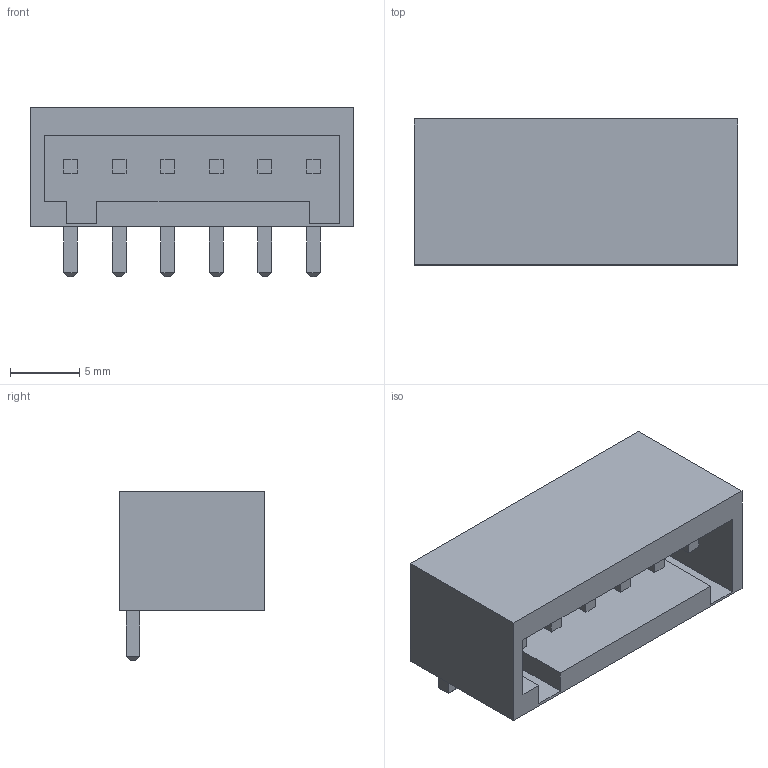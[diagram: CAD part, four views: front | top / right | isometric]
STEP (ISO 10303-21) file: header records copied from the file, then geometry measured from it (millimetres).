
FILE_DESCRIPTION (( 'STEP AP214' ), '1' );
FILE_NAME ('8EDGRC-3.5-06P.STEP', '2024-03-05T06:43:11', ( '' ), ( '' ), 'SwSTEP 2.0', 'SolidWorks 2019', '' );
FILE_SCHEMA (( 'AUTOMOTIVE_DESIGN' ));
Length unit declared in the file: millimetre
Products named in the file (1): 8EDGRC-3.5-06P
Bounding box: 23.3 x 10.5 x 12.2 mm (x, y, z)
Volume: 1389.8 mm3; surface area: 1682.1 mm2
Topology: 1 solids, 1 shells, 101 faces, 234 edges, 148 vertices
Faces by surface type: plane 101
Entity records: 3734 total; most frequent: CARTESIAN_POINT 484, ORIENTED_EDGE 468, DIRECTION 438, VECTOR 234, LINE 234, EDGE_CURVE 234, VERTEX_POINT 148, EDGE_LOOP 114
